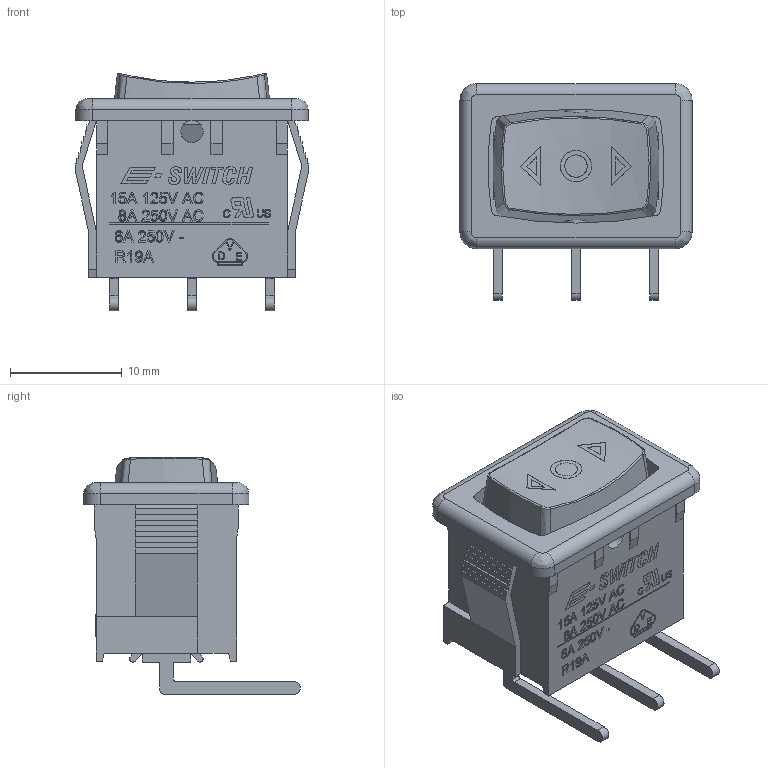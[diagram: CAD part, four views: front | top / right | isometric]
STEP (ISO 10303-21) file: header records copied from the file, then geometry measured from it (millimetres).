
FILE_DESCRIPTION(/* description */ (''),/* implementation_level */ '2;1');
FILE_NAME(/* name */ 'R1966IxxxxxxHR.stp',/* time_stamp */ '2025-05-29T16:52:26-05:00',/* author */ ('mroman'),/* organization */ (''),/* preprocessor_version */ 'ST-DEVELOPER v18.1',/* originating_system */ 'Autodesk Inventor 2022',/* authorisation */ '');
FILE_SCHEMA (('AUTOMOTIVE_DESIGN { 1 0 10303 214 3 1 1 }'));
Length unit declared in the file: centimetre
Products named in the file (1): R1966IxxxxxxHR
Bounding box: 20.94 x 19.4 x 21.26 mm (x, y, z)
Volume: 1817.4 mm3; surface area: 3510.1 mm2
Topology: 1 solids, 1 shells, 938 faces, 2520 edges, 1662 vertices
Faces by surface type: plane 559, bspline 310, cylinder 61, cone 8
Full cylindrical faces by diameter (mm): 2 x2
Entity records: 33308 total; most frequent: CARTESIAN_POINT 11818, ORIENTED_EDGE 5040, DIRECTION 3276, EDGE_CURVE 2520, LINE 1742, VECTOR 1742, VERTEX_POINT 1662, EDGE_LOOP 1026
